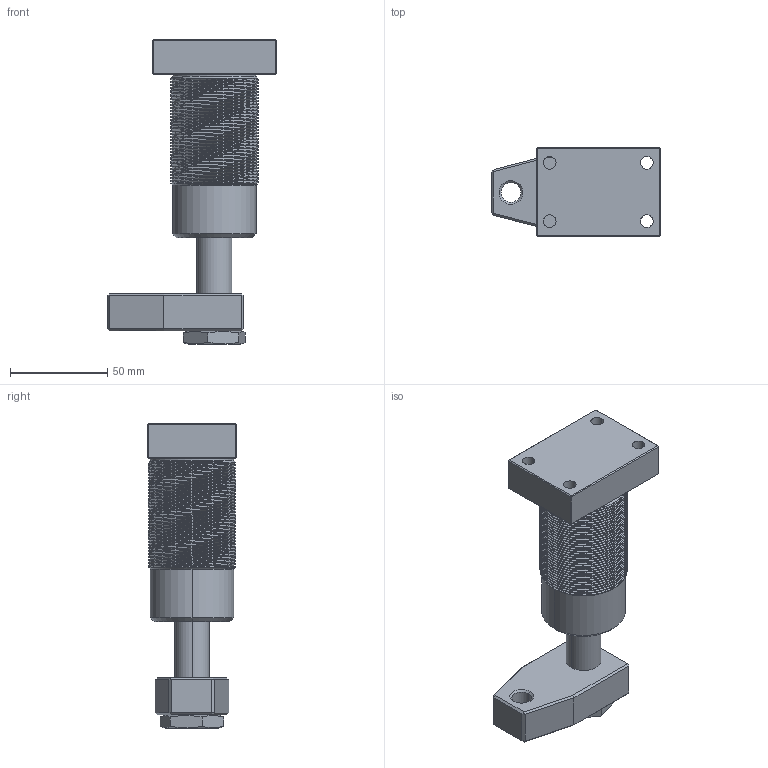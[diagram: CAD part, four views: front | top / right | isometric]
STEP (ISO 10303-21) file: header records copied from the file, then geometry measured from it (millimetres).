
FILE_DESCRIPTION (( 'STEP AP214' ), '1' );
FILE_NAME ('NFS-25A.STEP', '2018-08-27T08:32:44', ( 'Windows' ), ( 'Microsoft' ), 'SwSTEP 2.0', 'SolidWorks 2015', '' );
FILE_SCHEMA (( 'AUTOMOTIVE_DESIGN' ));
Length unit declared in the file: millimetre
Products named in the file (4): NFS-25A揤旋; NFS-25A鞠褒蹟簽; NFS-25A掛极; NFS-25A
Assembly tree (3 placements, depth 2):
  NFS-25A
    NFS-25A掛极
    NFS-25A鞠褒蹟簽
    NFS-25A揤旋
Bounding box: 87 x 46 x 157 mm (x, y, z)
Volume: 233275.3 mm3; surface area: 42659.3 mm2
Topology: 3 solids, 3 shells, 230 faces, 576 edges, 361 vertices
Faces by surface type: cylinder 124, plane 77, cone 23, bspline 4, torus 2
Entity records: 12417 total; most frequent: CARTESIAN_POINT 7296, ORIENTED_EDGE 1152, DIRECTION 908, EDGE_CURVE 576, VERTEX_POINT 361, AXIS2_PLACEMENT_3D 321, VECTOR 266, LINE 266
